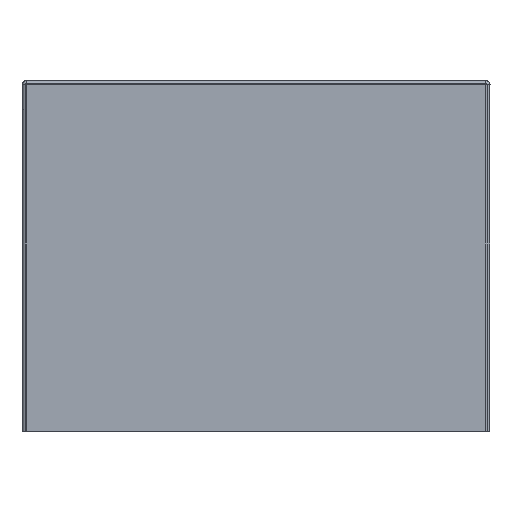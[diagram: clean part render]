
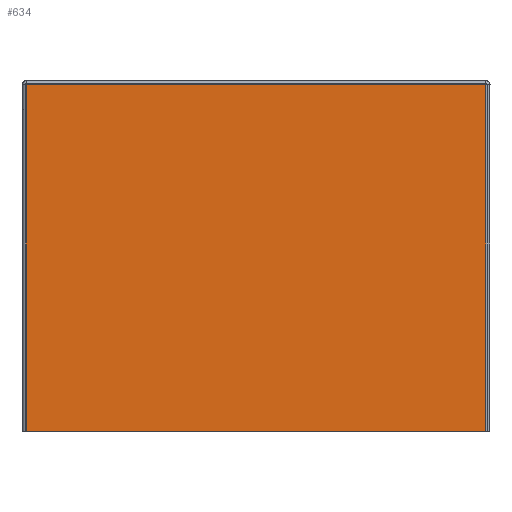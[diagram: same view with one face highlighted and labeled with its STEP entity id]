
A CAD part, front view. The second image highlights one B-rep face of the part: STEP entity #634.
In plain terms, the highlighted planar face has unit normal (0, -1, 0).
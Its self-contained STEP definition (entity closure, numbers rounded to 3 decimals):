
#348=CARTESIAN_POINT('',(393.,-900.0,0.0));
#349=VERTEX_POINT('',#348);
#357=CARTESIAN_POINT('',(-393.,-900.0,0.0));
#358=VERTEX_POINT('',#357);
#359=CARTESIAN_POINT('',(393.,-900.0,0.0));
#360=DIRECTION('',(-1.0,0.0,0.0));
#361=VECTOR('',#360,786.);
#362=LINE('',#359,#361);
#363=EDGE_CURVE('',#349,#358,#362,.T.);
#604=CARTESIAN_POINT('',(400.0,-900.0,600.0));
#605=DIRECTION('',(0.0,-1.0,0.0));
#606=DIRECTION('',(0.0,0.0,-1.0));
#607=AXIS2_PLACEMENT_3D('',#604,#605,#606);
#608=PLANE('',#607);
#609=CARTESIAN_POINT('',(-393.,-900.0,593.0));
#610=VERTEX_POINT('',#609);
#611=CARTESIAN_POINT('',(-393.,-900.0,593.0));
#612=DIRECTION('',(0.0,0.0,-1.0));
#613=VECTOR('',#612,593.0);
#614=LINE('',#611,#613);
#615=EDGE_CURVE('',#610,#358,#614,.T.);
#616=ORIENTED_EDGE('',*,*,#615,.T.);
#617=ORIENTED_EDGE('',*,*,#363,.F.);
#618=CARTESIAN_POINT('',(393.,-900.0,593.0));
#619=VERTEX_POINT('',#618);
#620=CARTESIAN_POINT('',(393.,-900.0,593.0));
#621=DIRECTION('',(0.0,0.0,-1.0));
#622=VECTOR('',#621,593.0);
#623=LINE('',#620,#622);
#624=EDGE_CURVE('',#619,#349,#623,.T.);
#625=ORIENTED_EDGE('',*,*,#624,.F.);
#626=CARTESIAN_POINT('',(393.,-900.0,593.0));
#627=DIRECTION('',(-1.0,0.0,0.0));
#628=VECTOR('',#627,786.);
#629=LINE('',#626,#628);
#630=EDGE_CURVE('',#619,#610,#629,.T.);
#631=ORIENTED_EDGE('',*,*,#630,.T.);
#632=EDGE_LOOP('',(#616,#617,#625,#631));
#633=FACE_OUTER_BOUND('',#632,.T.);
#634=ADVANCED_FACE('',(#633),#608,.T.);
